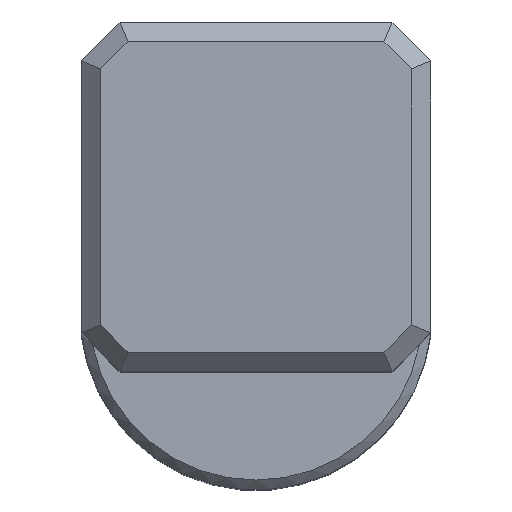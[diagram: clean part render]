
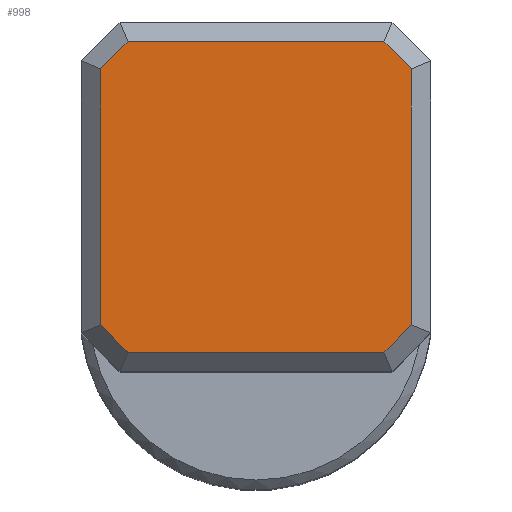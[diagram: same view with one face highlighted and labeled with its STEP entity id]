
A CAD part, top view. The second image highlights one B-rep face of the part: STEP entity #998.
In plain terms, the highlighted planar face has unit normal (0, 0, 1).
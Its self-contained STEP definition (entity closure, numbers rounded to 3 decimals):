
#43=PLANE('',#1079);
#144=LINE('',#1734,#257);
#147=LINE('',#1739,#260);
#149=LINE('',#1743,#262);
#151=LINE('',#1747,#264);
#153=LINE('',#1751,#266);
#156=LINE('',#1757,#269);
#159=LINE('',#1763,#272);
#162=LINE('',#1767,#275);
#257=VECTOR('',#1244,10.);
#260=VECTOR('',#1249,10.);
#262=VECTOR('',#1253,10.);
#264=VECTOR('',#1257,10.);
#266=VECTOR('',#1261,10.);
#269=VECTOR('',#1266,10.);
#272=VECTOR('',#1271,10.);
#275=VECTOR('',#1276,10.);
#338=FACE_OUTER_BOUND('',#388,.T.);
#388=EDGE_LOOP('',(#867,#868,#869,#870,#871,#872,#873,#874));
#505=VERTEX_POINT('',#1732);
#506=VERTEX_POINT('',#1733);
#507=VERTEX_POINT('',#1738);
#508=VERTEX_POINT('',#1742);
#509=VERTEX_POINT('',#1746);
#510=VERTEX_POINT('',#1750);
#512=VERTEX_POINT('',#1756);
#514=VERTEX_POINT('',#1762);
#626=EDGE_CURVE('',#505,#506,#144,.T.);
#629=EDGE_CURVE('',#506,#507,#147,.T.);
#631=EDGE_CURVE('',#507,#508,#149,.T.);
#633=EDGE_CURVE('',#508,#509,#151,.T.);
#635=EDGE_CURVE('',#509,#510,#153,.T.);
#638=EDGE_CURVE('',#510,#512,#156,.T.);
#641=EDGE_CURVE('',#512,#514,#159,.T.);
#644=EDGE_CURVE('',#514,#505,#162,.T.);
#867=ORIENTED_EDGE('',*,*,#626,.F.);
#868=ORIENTED_EDGE('',*,*,#644,.F.);
#869=ORIENTED_EDGE('',*,*,#641,.F.);
#870=ORIENTED_EDGE('',*,*,#638,.F.);
#871=ORIENTED_EDGE('',*,*,#635,.F.);
#872=ORIENTED_EDGE('',*,*,#633,.F.);
#873=ORIENTED_EDGE('',*,*,#631,.F.);
#874=ORIENTED_EDGE('',*,*,#629,.F.);
#998=ADVANCED_FACE('',(#338),#43,.T.);
#1079=AXIS2_PLACEMENT_3D('',#1773,#1285,#1286);
#1244=DIRECTION('',(0.,1.,0.));
#1249=DIRECTION('',(0.707,0.707,0.));
#1253=DIRECTION('',(1.,0.,0.));
#1257=DIRECTION('',(0.707,-0.707,0.));
#1261=DIRECTION('',(0.,-1.,0.));
#1266=DIRECTION('',(-0.707,-0.707,0.));
#1271=DIRECTION('',(-1.,0.,0.));
#1276=DIRECTION('',(-0.707,0.707,0.));
#1285=DIRECTION('center_axis',(0.,0.,1.));
#1286=DIRECTION('ref_axis',(1.,0.,0.));
#1732=CARTESIAN_POINT('',(-16.,-1.172,78.8));
#1733=CARTESIAN_POINT('',(-16.,25.172,78.8));
#1734=CARTESIAN_POINT('',(-16.,21.,78.8));
#1738=CARTESIAN_POINT('',(-13.172,28.,78.8));
#1739=CARTESIAN_POINT('',(-14.586,26.586,78.8));
#1742=CARTESIAN_POINT('',(13.172,28.,78.8));
#1743=CARTESIAN_POINT('',(9.,28.,78.8));
#1746=CARTESIAN_POINT('',(16.,25.172,78.8));
#1747=CARTESIAN_POINT('',(14.586,26.586,78.8));
#1750=CARTESIAN_POINT('',(16.,-1.172,78.8));
#1751=CARTESIAN_POINT('',(16.,3.,78.8));
#1756=CARTESIAN_POINT('',(13.172,-4.,78.8));
#1757=CARTESIAN_POINT('',(14.586,-2.586,78.8));
#1762=CARTESIAN_POINT('',(-13.172,-4.,78.8));
#1763=CARTESIAN_POINT('',(-9.,-4.,78.8));
#1767=CARTESIAN_POINT('',(-14.586,-2.586,78.8));
#1773=CARTESIAN_POINT('Origin',(0.,12.,78.8));
